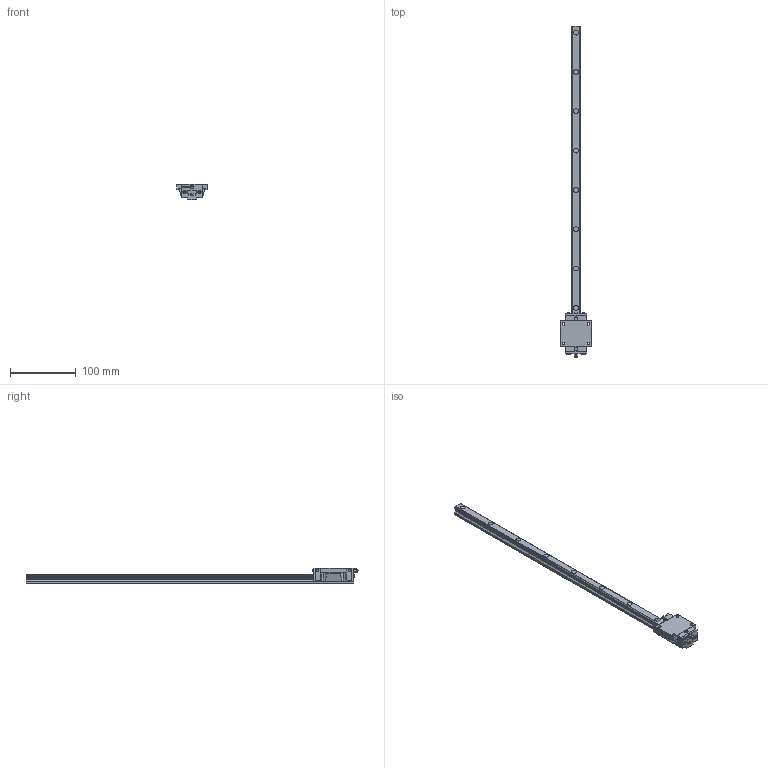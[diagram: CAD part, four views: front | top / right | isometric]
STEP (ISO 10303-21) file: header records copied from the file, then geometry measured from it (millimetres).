
FILE_DESCRIPTION(('no description'),'unknown implementation level');
FILE_NAME('HGW15CC_1_R_500_Z0_H_SS_FILE_3.stp',' ',('HIWIN GmbH'),('CADClick - KiM GmbH - www.kimweb.de'),'unknown preprocess','ACIS','unknown authorization');
FILE_SCHEMA(('automotive_design'));
Length unit declared in the file: millimetre
Products named in the file (2): HGW15CC 1 R 500 Z0 H SS_FILE_1; HGW15CC 1 R 500 Z0 H SS_FILE
Bounding box: 47 x 506.49 x 24 mm (x, y, z)
Volume: 127610.7 mm3; surface area: 45151.7 mm2
Topology: 2 solids, 6 shells, 812 faces, 2184 edges, 1449 vertices
Faces by surface type: plane 532, cylinder 256, cone 20, sphere 2, torus 2
Entity records: 50075 total; most frequent: CARTESIAN_POINT 4607, STYLED_ITEM 4447, PRESENTATION_STYLE_ASSIGNMENT 4447, COLOUR_RGB 4447, ORIENTED_EDGE 4368, DIRECTION 4279, EDGE_CURVE 2184, CURVE_STYLE 2184
